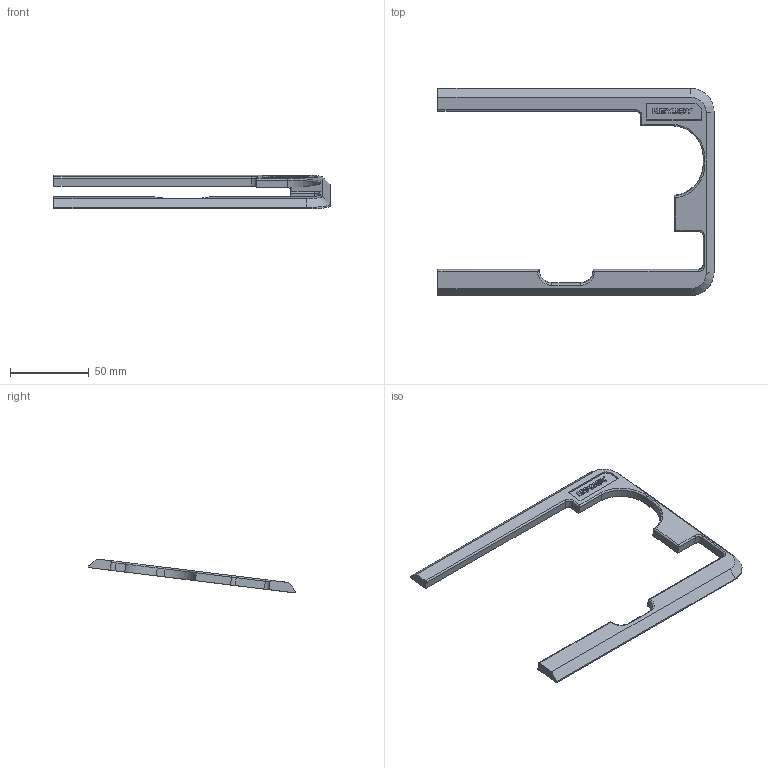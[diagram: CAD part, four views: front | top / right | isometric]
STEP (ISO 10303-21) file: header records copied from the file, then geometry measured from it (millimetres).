
FILE_DESCRIPTION(/* description */ (''),/* implementation_level */ '2;1');
FILE_NAME(/* name */ 'top right.step',/* time_stamp */ '2023-09-10T21:45:24-07:00',/* author */ (''),/* organization */ (''),/* preprocessor_version */ 'ST-DEVELOPER v20',/* originating_system */ 'Autodesk Translation Framework v12.9.0.99',/* authorisation */ '');
FILE_SCHEMA (('AUTOMOTIVE_DESIGN { 1 0 10303 214 3 1 1 }'));
Length unit declared in the file: millimetre
Products named in the file (1): (Unsaved)
Bounding box: 174.73 x 131.28 x 21.45 mm (x, y, z)
Volume: 33880.1 mm3; surface area: 17765.8 mm2
Topology: 1 solids, 1 shells, 156 faces, 417 edges, 272 vertices
Faces by surface type: plane 95, bspline 30, cylinder 22, torus 7, cone 2
Full cylindrical faces by diameter (mm): 2 x2
Entity records: 4952 total; most frequent: CARTESIAN_POINT 1281, ORIENTED_EDGE 834, DIRECTION 656, EDGE_CURVE 417, LINE 302, VECTOR 302, VERTEX_POINT 272, AXIS2_PLACEMENT_3D 177
